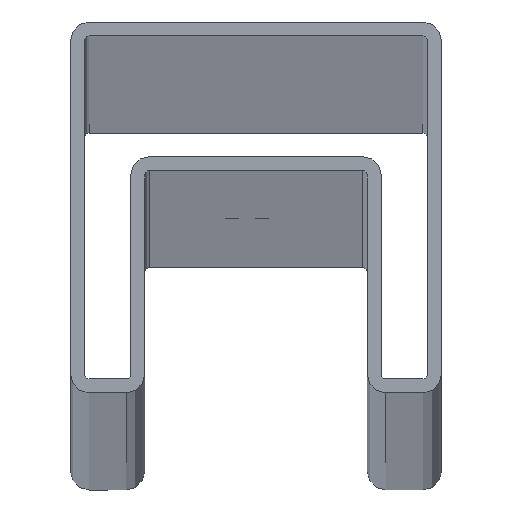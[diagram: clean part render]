
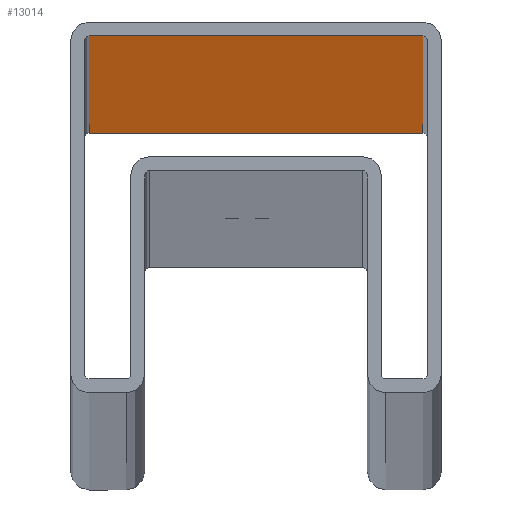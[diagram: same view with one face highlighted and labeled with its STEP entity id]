
A CAD part, top view. The second image highlights one B-rep face of the part: STEP entity #13014.
In plain terms, the highlighted planar face has unit normal (0, -1, 0).
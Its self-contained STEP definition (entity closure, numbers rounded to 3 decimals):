
#326 = EDGE_CURVE ( 'NONE', #11030, #5153, #10852, .T. ) ;
#755 = EDGE_LOOP ( 'NONE', ( #5522, #7063, #3326, #7059 ) ) ;
#2068 = CARTESIAN_POINT ( 'NONE',  ( -18., 18.5, 3000. ) ) ;
#3174 = LINE ( 'NONE', #14211, #10101 ) ;
#3326 = ORIENTED_EDGE ( 'NONE', *, *, #8932, .T. ) ;
#3660 = VECTOR ( 'NONE', #6013, 1000. ) ;
#4002 = LINE ( 'NONE', #2068, #8593 ) ;
#4343 = DIRECTION ( 'NONE',  ( 0., -1., 0. ) ) ;
#4703 = VERTEX_POINT ( 'NONE', #11261 ) ;
#4707 = FACE_OUTER_BOUND ( 'NONE', #755, .T. ) ;
#4882 = LINE ( 'NONE', #11791, #3660 ) ;
#5153 = VERTEX_POINT ( 'NONE', #7362 ) ;
#5516 = PLANE ( 'NONE',  #6005 ) ;
#5522 = ORIENTED_EDGE ( 'NONE', *, *, #11768, .F. ) ;
#5721 = CARTESIAN_POINT ( 'NONE',  ( 18., 18.5, 3000. ) ) ;
#6005 = AXIS2_PLACEMENT_3D ( 'NONE', #8665, #4343, #10977 ) ;
#6013 = DIRECTION ( 'NONE',  ( -1., 0., 0. ) ) ;
#6025 = VECTOR ( 'NONE', #6371, 1000. ) ;
#6371 = DIRECTION ( 'NONE',  ( 0., 0., -1. ) ) ;
#7059 = ORIENTED_EDGE ( 'NONE', *, *, #12186, .T. ) ;
#7063 = ORIENTED_EDGE ( 'NONE', *, *, #326, .F. ) ;
#7362 = CARTESIAN_POINT ( 'NONE',  ( 18., 18.5, -3000. ) ) ;
#8593 = VECTOR ( 'NONE', #13450, 1000. ) ;
#8603 = CARTESIAN_POINT ( 'NONE',  ( 18., 18.5, 3000. ) ) ;
#8665 = CARTESIAN_POINT ( 'NONE',  ( -18., 18.5, 3000. ) ) ;
#8932 = EDGE_CURVE ( 'NONE', #11030, #11665, #3174, .T. ) ;
#9707 = DIRECTION ( 'NONE',  ( -1., 0., 0. ) ) ;
#10101 = VECTOR ( 'NONE', #9707, 1000. ) ;
#10852 = LINE ( 'NONE', #8603, #6025 ) ;
#10977 = DIRECTION ( 'NONE',  ( 1., 0., 0. ) ) ;
#11030 = VERTEX_POINT ( 'NONE', #5721 ) ;
#11261 = CARTESIAN_POINT ( 'NONE',  ( -18., 18.5, -3000. ) ) ;
#11665 = VERTEX_POINT ( 'NONE', #13629 ) ;
#11768 = EDGE_CURVE ( 'NONE', #5153, #4703, #4882, .T. ) ;
#11791 = CARTESIAN_POINT ( 'NONE',  ( -18., 18.5, -3000. ) ) ;
#12186 = EDGE_CURVE ( 'NONE', #11665, #4703, #4002, .T. ) ;
#13014 = ADVANCED_FACE ( 'NONE', ( #4707 ), #5516, .T. ) ;
#13450 = DIRECTION ( 'NONE',  ( 0., 0., -1. ) ) ;
#13629 = CARTESIAN_POINT ( 'NONE',  ( -18., 18.5, 3000. ) ) ;
#14211 = CARTESIAN_POINT ( 'NONE',  ( -18., 18.5, 3000. ) ) ;
